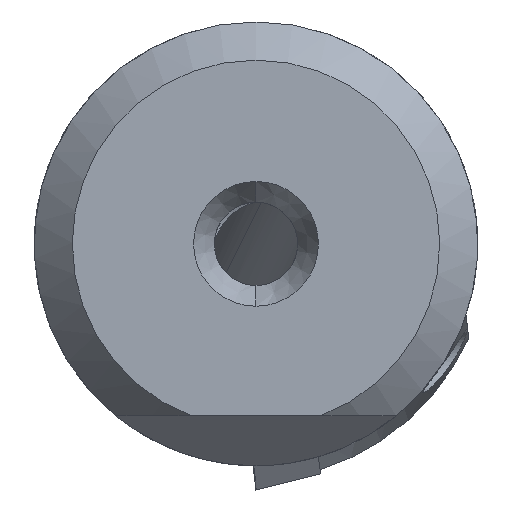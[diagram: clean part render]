
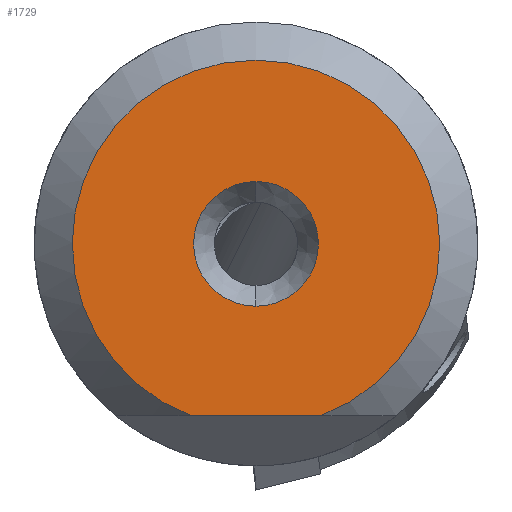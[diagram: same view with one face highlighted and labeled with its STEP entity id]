
A CAD part, left-side view. The second image highlights one B-rep face of the part: STEP entity #1729.
In plain terms, the highlighted planar face has unit normal (-1, 0, 0).
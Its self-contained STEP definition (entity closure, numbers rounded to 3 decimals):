
#264 = CARTESIAN_POINT ( 'NONE',  ( 0., 0., 0. ) ) ;
#265 = DIRECTION ( 'NONE',  ( -1., 0., 0. ) ) ;
#266 = DIRECTION ( 'NONE',  ( 0., 0., 1. ) ) ;
#449 = CARTESIAN_POINT ( 'NONE',  ( 0., 0., 0. ) ) ;
#450 = DIRECTION ( 'NONE',  ( -1., 0., 0. ) ) ;
#451 = DIRECTION ( 'NONE',  ( 0., 0., 1. ) ) ;
#682 = CARTESIAN_POINT ( 'NONE',  ( 0., 2.25, -6.2 ) ) ;
#691 = DIRECTION ( 'NONE',  ( 0., -1., 0. ) ) ;
#827 = CARTESIAN_POINT ( 'NONE',  ( 0., 0., 0. ) ) ;
#828 = DIRECTION ( 'NONE',  ( -1., 0., 0. ) ) ;
#829 = DIRECTION ( 'NONE',  ( 0., 0., 1. ) ) ;
#1191 = AXIS2_PLACEMENT_3D ( 'NONE', #264, #265, #266 ) ;
#1197 = AXIS2_PLACEMENT_3D ( 'NONE', #449, #450, #451 ) ;
#1237 = AXIS2_PLACEMENT_3D ( 'NONE', #827, #828, #829 ) ;
#1729 = ADVANCED_FACE ( 'NONE', ( #3561, #3568 ), #2569, .F. ) ;
#1855 = VERTEX_POINT ( 'NONE', #3115 ) ;
#1856 = VERTEX_POINT ( 'NONE', #3116 ) ;
#1873 = VERTEX_POINT ( 'NONE', #3133 ) ;
#1897 = VERTEX_POINT ( 'NONE', #3157 ) ;
#2195 = ORIENTED_EDGE ( 'NONE', *, *, #4494, .F. ) ;
#2196 = ORIENTED_EDGE ( 'NONE', *, *, #4459, .F. ) ;
#2197 = ORIENTED_EDGE ( 'NONE', *, *, #4597, .T. ) ;
#2198 = ORIENTED_EDGE ( 'NONE', *, *, #4560, .T. ) ;
#2565 = CARTESIAN_POINT ( 'NONE',  ( 0., 2.25, 0. ) ) ;
#2569 = PLANE ( 'NONE',  #4623 ) ;
#2574 = DIRECTION ( 'NONE',  ( 1., 0., 0. ) ) ;
#2575 = DIRECTION ( 'NONE',  ( 0., 0., -1. ) ) ;
#3115 = CARTESIAN_POINT ( 'NONE',  ( 0., 0., 2.25 ) ) ;
#3116 = CARTESIAN_POINT ( 'NONE',  ( 0., -2.335, -6.2 ) ) ;
#3133 = CARTESIAN_POINT ( 'NONE',  ( 0., 2.335, -6.2 ) ) ;
#3157 = CARTESIAN_POINT ( 'NONE',  ( 0., 0., -2.25 ) ) ;
#3456 = EDGE_LOOP ( 'NONE', ( #2195, #2196 ) ) ;
#3459 = EDGE_LOOP ( 'NONE', ( #2197, #2198 ) ) ;
#3561 = FACE_BOUND ( 'NONE', #3456, .T. ) ;
#3568 = FACE_OUTER_BOUND ( 'NONE', #3459, .T. ) ;
#3935 = CIRCLE ( 'NONE', #1191, 2.25 ) ;
#3974 = CIRCLE ( 'NONE', #1197, 2.25 ) ;
#4037 = LINE ( 'NONE', #682, #4046 ) ;
#4046 = VECTOR ( 'NONE', #691, 1000. ) ;
#4078 = CIRCLE ( 'NONE', #1237, 6.625 ) ;
#4459 = EDGE_CURVE ( 'NONE', #1897, #1855, #3935, .T. ) ;
#4494 = EDGE_CURVE ( 'NONE', #1855, #1897, #3974, .T. ) ;
#4560 = EDGE_CURVE ( 'NONE', #1873, #1856, #4037, .T. ) ;
#4597 = EDGE_CURVE ( 'NONE', #1856, #1873, #4078, .T. ) ;
#4623 = AXIS2_PLACEMENT_3D ( 'NONE', #2565, #2574, #2575 ) ;
